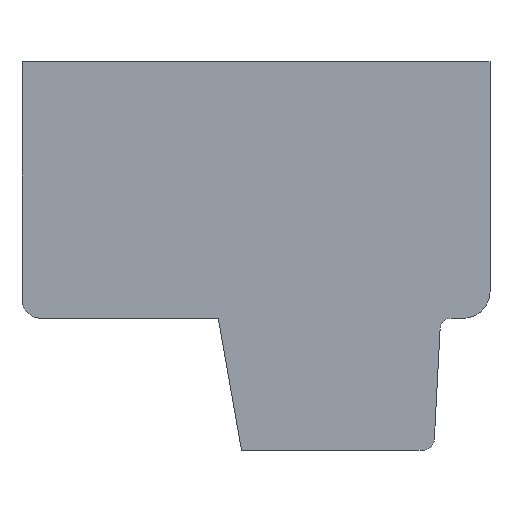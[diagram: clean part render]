
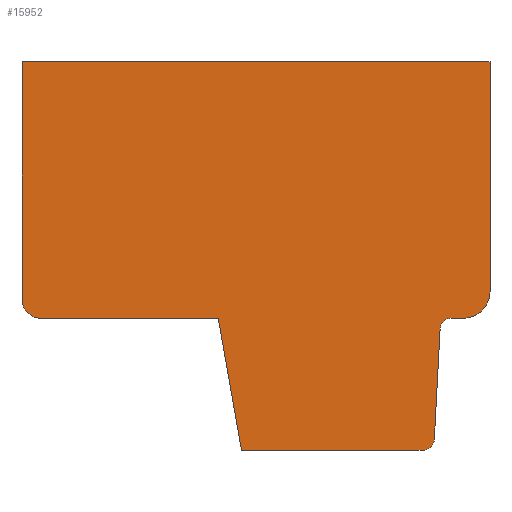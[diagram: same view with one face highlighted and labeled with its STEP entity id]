
A CAD part, front view. The second image highlights one B-rep face of the part: STEP entity #15952.
In plain terms, the highlighted planar face has unit normal (0, -1, 0).
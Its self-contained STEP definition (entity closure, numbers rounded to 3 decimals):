
#1=DIRECTION('',(0.,0.,1.));
#2=VECTOR('',#1,6.3);
#3=CARTESIAN_POINT('',(-6.2,0.,-1.15));
#4=LINE('',#3,#2);
#5=DIRECTION('',(1.,0.,0.));
#6=VECTOR('',#5,12.4);
#7=CARTESIAN_POINT('',(-6.2,0.,5.15));
#8=LINE('',#7,#6);
#9=DIRECTION('',(0.,0.,-1.));
#10=VECTOR('',#9,6.1);
#11=CARTESIAN_POINT('',(6.2,0.,5.15));
#12=LINE('',#11,#10);
#13=CARTESIAN_POINT('',(5.5,0.,-0.95));
#14=DIRECTION('',(0.,1.,0.));
#15=DIRECTION('',(1.,0.,0.));
#16=AXIS2_PLACEMENT_3D('',#13,#14,#15);
#18=DIRECTION('',(-1.,0.,0.));
#19=VECTOR('',#18,0.323);
#20=CARTESIAN_POINT('',(5.5,0.,-1.65));
#21=LINE('',#20,#19);
#22=CARTESIAN_POINT('',(5.177,0.,-1.95));
#23=DIRECTION('',(0.,-1.,0.));
#24=DIRECTION('',(0.,0.,1.));
#25=AXIS2_PLACEMENT_3D('',#22,#23,#24);
#27=DIRECTION('',(-0.052,0.,-0.999));
#28=VECTOR('',#27,2.904);
#29=CARTESIAN_POINT('',(4.877,0.,-1.95));
#30=LINE('',#29,#28);
#31=CARTESIAN_POINT('',(4.425,0.,-4.85));
#32=DIRECTION('',(0.,1.,0.));
#33=DIRECTION('',(1.,0.,0.));
#34=AXIS2_PLACEMENT_3D('',#31,#32,#33);
#36=DIRECTION('',(-1.,0.,0.));
#37=VECTOR('',#36,4.808);
#38=CARTESIAN_POINT('',(4.425,0.,-5.15));
#39=LINE('',#38,#37);
#40=DIRECTION('',(-0.174,0.,0.985));
#41=VECTOR('',#40,3.554);
#42=CARTESIAN_POINT('',(-0.383,0.,-5.15));
#43=LINE('',#42,#41);
#44=DIRECTION('',(-1.,0.,0.));
#45=VECTOR('',#44,4.7);
#46=CARTESIAN_POINT('',(-1.,0.,-1.65));
#47=LINE('',#46,#45);
#48=CARTESIAN_POINT('',(-5.7,0.,-1.15));
#49=DIRECTION('',(0.,1.,0.));
#50=DIRECTION('',(0.,0.,-1.));
#51=AXIS2_PLACEMENT_3D('',#48,#49,#50);
#12113=CARTESIAN_POINT('',(-6.2,0.,-1.15));
#12114=CARTESIAN_POINT('',(-6.2,0.,5.15));
#12115=VERTEX_POINT('',#12113);
#12116=VERTEX_POINT('',#12114);
#12117=CARTESIAN_POINT('',(6.2,0.,5.15));
#12118=VERTEX_POINT('',#12117);
#12119=CARTESIAN_POINT('',(6.2,0.,-0.95));
#12120=VERTEX_POINT('',#12119);
#12121=CARTESIAN_POINT('',(5.5,0.,-1.65));
#12122=VERTEX_POINT('',#12121);
#12123=CARTESIAN_POINT('',(5.177,0.,-1.65));
#12124=VERTEX_POINT('',#12123);
#12125=CARTESIAN_POINT('',(4.877,0.,-1.95));
#12126=VERTEX_POINT('',#12125);
#12127=CARTESIAN_POINT('',(4.725,0.,-4.85));
#12128=VERTEX_POINT('',#12127);
#12129=CARTESIAN_POINT('',(4.425,0.,-5.15));
#12130=VERTEX_POINT('',#12129);
#12131=CARTESIAN_POINT('',(-0.383,0.,-5.15));
#12132=VERTEX_POINT('',#12131);
#12133=CARTESIAN_POINT('',(-1.,0.,-1.65));
#12134=VERTEX_POINT('',#12133);
#12135=CARTESIAN_POINT('',(-5.7,0.,-1.65));
#12136=VERTEX_POINT('',#12135);
#15921=CARTESIAN_POINT('',(0.,0.,0.));
#15922=DIRECTION('',(0.,1.,0.));
#15923=DIRECTION('',(1.,0.,0.));
#15924=AXIS2_PLACEMENT_3D('',#15921,#15922,#15923);
#15925=PLANE('',#15924);
#15927=ORIENTED_EDGE('',*,*,#15926,.T.);
#15929=ORIENTED_EDGE('',*,*,#15928,.T.);
#15931=ORIENTED_EDGE('',*,*,#15930,.T.);
#15933=ORIENTED_EDGE('',*,*,#15932,.T.);
#15935=ORIENTED_EDGE('',*,*,#15934,.T.);
#15937=ORIENTED_EDGE('',*,*,#15936,.T.);
#15939=ORIENTED_EDGE('',*,*,#15938,.T.);
#15941=ORIENTED_EDGE('',*,*,#15940,.T.);
#15943=ORIENTED_EDGE('',*,*,#15942,.T.);
#15945=ORIENTED_EDGE('',*,*,#15944,.T.);
#15947=ORIENTED_EDGE('',*,*,#15946,.T.);
#15949=ORIENTED_EDGE('',*,*,#15948,.T.);
#15950=EDGE_LOOP('',(#15927,#15929,#15931,#15933,#15935,#15937,#15939,#15941,
#15943,#15945,#15947,#15949));
#15951=FACE_OUTER_BOUND('',#15950,.F.);
#15952=ADVANCED_FACE('',(#15951),#15925,.F.);
#17=CIRCLE('',#16,0.7);
#26=CIRCLE('',#25,0.3);
#35=CIRCLE('',#34,0.3);
#52=CIRCLE('',#51,0.5);
#15926=EDGE_CURVE('',#12115,#12116,#4,.T.);
#15928=EDGE_CURVE('',#12116,#12118,#8,.T.);
#15930=EDGE_CURVE('',#12118,#12120,#12,.T.);
#15932=EDGE_CURVE('',#12120,#12122,#17,.T.);
#15934=EDGE_CURVE('',#12122,#12124,#21,.T.);
#15936=EDGE_CURVE('',#12124,#12126,#26,.T.);
#15938=EDGE_CURVE('',#12126,#12128,#30,.T.);
#15940=EDGE_CURVE('',#12128,#12130,#35,.T.);
#15942=EDGE_CURVE('',#12130,#12132,#39,.T.);
#15944=EDGE_CURVE('',#12132,#12134,#43,.T.);
#15946=EDGE_CURVE('',#12134,#12136,#47,.T.);
#15948=EDGE_CURVE('',#12136,#12115,#52,.T.);
